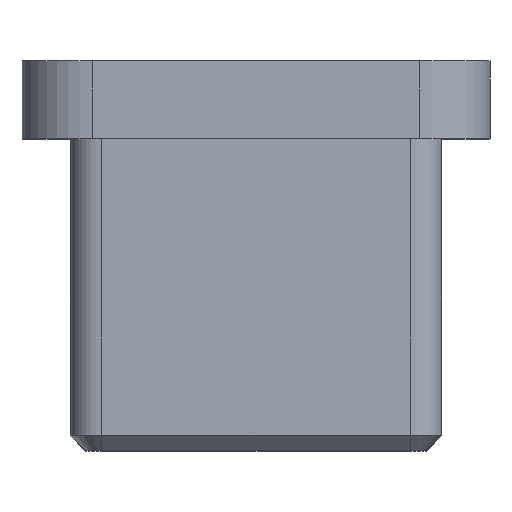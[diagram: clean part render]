
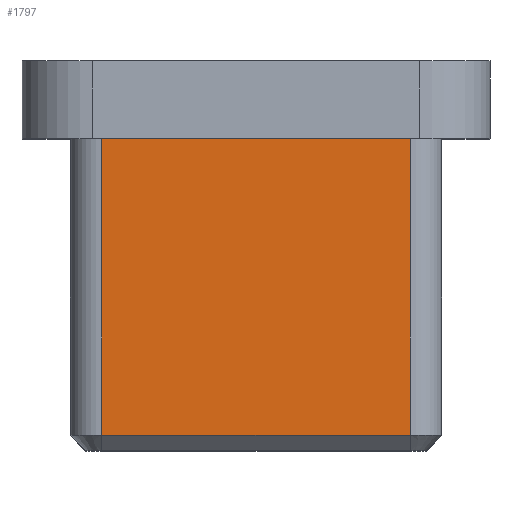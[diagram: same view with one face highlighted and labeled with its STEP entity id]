
A CAD part, top view. The second image highlights one B-rep face of the part: STEP entity #1797.
In plain terms, the highlighted planar face has unit normal (0, 0, 1).
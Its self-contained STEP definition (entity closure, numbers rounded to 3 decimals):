
#1317 = LINE ( 'NONE', #14574, #6344 ) ;
#1797 = ADVANCED_FACE ( 'NONE', ( #18869 ), #13111, .F. ) ;
#2328 = EDGE_CURVE ( 'NONE', #18065, #12221, #1317, .T. ) ;
#2377 = LINE ( 'NONE', #8741, #18198 ) ;
#2551 = AXIS2_PLACEMENT_3D ( 'NONE', #10294, #3942, #7035 ) ;
#2696 = ORIENTED_EDGE ( 'NONE', *, *, #16642, .T. ) ;
#3159 = EDGE_CURVE ( 'NONE', #18317, #18065, #2377, .T. ) ;
#3942 = DIRECTION ( 'NONE',  ( 0., 0., -1. ) ) ;
#4143 = ORIENTED_EDGE ( 'NONE', *, *, #3159, .T. ) ;
#5346 = CARTESIAN_POINT ( 'NONE',  ( 9.9, -19., 11.9 ) ) ;
#5428 = EDGE_CURVE ( 'NONE', #12221, #19088, #10483, .T. ) ;
#6344 = VECTOR ( 'NONE', #13099, 1000. ) ;
#6449 = CARTESIAN_POINT ( 'NONE',  ( 9.9, -19., 11.9 ) ) ;
#6932 = VECTOR ( 'NONE', #11043, 1000. ) ;
#7035 = DIRECTION ( 'NONE',  ( -1., 0., 0. ) ) ;
#8297 = CARTESIAN_POINT ( 'NONE',  ( 9.9, 0., 11.9 ) ) ;
#8741 = CARTESIAN_POINT ( 'NONE',  ( 9.9, -20., 11.9 ) ) ;
#9990 = VECTOR ( 'NONE', #11885, 1000. ) ;
#10294 = CARTESIAN_POINT ( 'NONE',  ( -11.9, -20., 11.9 ) ) ;
#10483 = LINE ( 'NONE', #15166, #9990 ) ;
#11043 = DIRECTION ( 'NONE',  ( 1., 0., 0. ) ) ;
#11297 = ORIENTED_EDGE ( 'NONE', *, *, #2328, .T. ) ;
#11885 = DIRECTION ( 'NONE',  ( 0., -1., 0. ) ) ;
#12221 = VERTEX_POINT ( 'NONE', #15570 ) ;
#13099 = DIRECTION ( 'NONE',  ( -1., 0., 0. ) ) ;
#13111 = PLANE ( 'NONE',  #2551 ) ;
#13382 = DIRECTION ( 'NONE',  ( 0., 1., 0. ) ) ;
#13684 = EDGE_LOOP ( 'NONE', ( #14901, #2696, #4143, #11297 ) ) ;
#14347 = CARTESIAN_POINT ( 'NONE',  ( -9.9, -19., 11.9 ) ) ;
#14574 = CARTESIAN_POINT ( 'NONE',  ( -11.9, 0., 11.9 ) ) ;
#14583 = LINE ( 'NONE', #6449, #6932 ) ;
#14901 = ORIENTED_EDGE ( 'NONE', *, *, #5428, .T. ) ;
#15166 = CARTESIAN_POINT ( 'NONE',  ( -9.9, -20., 11.9 ) ) ;
#15570 = CARTESIAN_POINT ( 'NONE',  ( -9.9, 0., 11.9 ) ) ;
#16642 = EDGE_CURVE ( 'NONE', #19088, #18317, #14583, .T. ) ;
#18065 = VERTEX_POINT ( 'NONE', #8297 ) ;
#18198 = VECTOR ( 'NONE', #13382, 1000. ) ;
#18317 = VERTEX_POINT ( 'NONE', #5346 ) ;
#18869 = FACE_OUTER_BOUND ( 'NONE', #13684, .T. ) ;
#19088 = VERTEX_POINT ( 'NONE', #14347 ) ;
